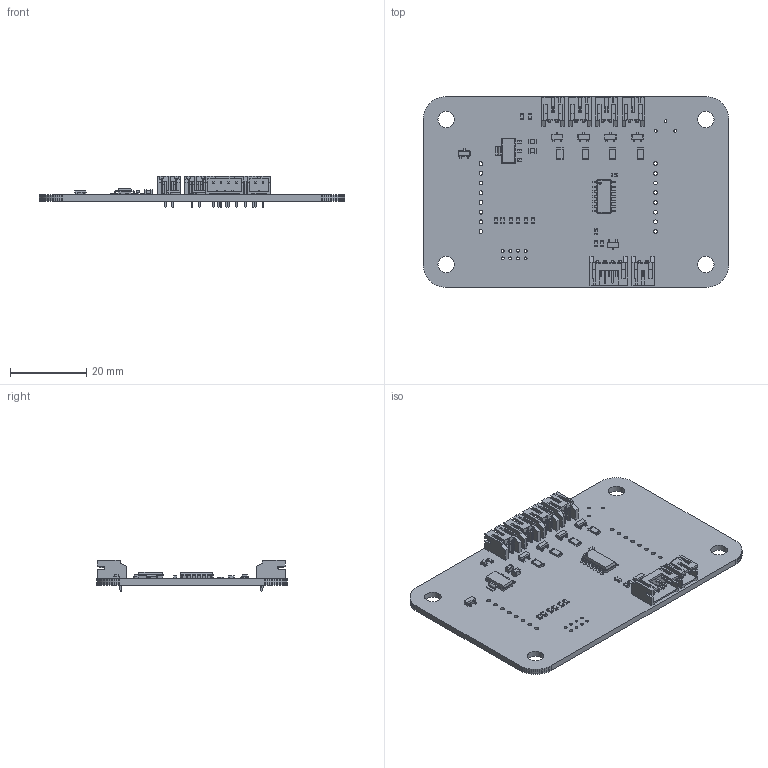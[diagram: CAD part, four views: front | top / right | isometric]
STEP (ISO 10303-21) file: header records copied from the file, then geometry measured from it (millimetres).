
FILE_DESCRIPTION(('KiCad electronic assembly'),'2;1');
FILE_NAME('NVF2-SCS-Check-Indicate.step','2024-03-18T11:28:00',('Pcbnew' ),('Kicad'),'Open CASCADE STEP processor 7.7', 'KiCad to STEP converter','Unknown');
FILE_SCHEMA(('AUTOMOTIVE_DESIGN { 1 0 10303 214 1 1 1 1 }'));
Length unit declared in the file: millimetre
Products named in the file (22): NVF2-SCS-Check-Indicate 1; R_0603_1608Metric; JST_PH_S2B-PH-K_1x02_P2.00mm_Horizontal; JST_S2B_PH_K; SOT-23; SOT_23; C_0805_2012Metric; C_0603_1608Metric; SOIC-14_3.9x8.7mm_P1.27mm; SOIC_14_39x87mm_P127mm; R_1206_3216Metric; LED_0603_1608Metric; SOT-223; SOT_223; JST_PH_S4B-PH-K_1x04_P2.00mm_Horizontal; JST_S4B_PH_K; _autosave-NVF2-SCS-Check-Indicate_PCB
Assembly tree (43 placements, depth 3):
  NVF2-SCS-Check-Indicate 1
    R_0603_1608Metric  x9
      R_0603_1608Metric
    JST_PH_S2B-PH-K_1x02_P2.00mm_Horizontal  x5
      JST_S2B_PH_K
    SOT-23  x6
      SOT_23
    C_0805_2012Metric  x2
      C_0805_2012Metric
    C_0603_1608Metric  x2
      C_0603_1608Metric
    SOIC-14_3.9x8.7mm_P1.27mm
      SOIC_14_39x87mm_P127mm
    R_1206_3216Metric  x4
      R_1206_3216Metric
    LED_0603_1608Metric
      LED_0603_1608Metric
    SOT-223
      SOT_223
    JST_PH_S4B-PH-K_1x04_P2.00mm_Horizontal
      JST_S4B_PH_K
    _autosave-NVF2-SCS-Check-Indicate_PCB
Bounding box: 80 x 50 x 8.25 mm (x, y, z)
Volume: 7004.7 mm3; surface area: 11002.7 mm2
Topology: 33 solids, 33 shells, 2135 faces, 5657 edges, 3602 vertices
Faces by surface type: plane 1529, cylinder 390, bspline 216
Full cylindrical faces by diameter (mm): 0.6 x1, 0.714 x3, 0.75 x22, 1 x16, 4.3 x4
Entity records: 36494 total; most frequent: CARTESIAN_POINT 5633, ORIENTED_EDGE 5234, DIRECTION 4797, EDGE_CURVE 2617, LINE 2149, VECTOR 2149, VERTEX_POINT 1676, AXIS2_PLACEMENT_3D 1324
